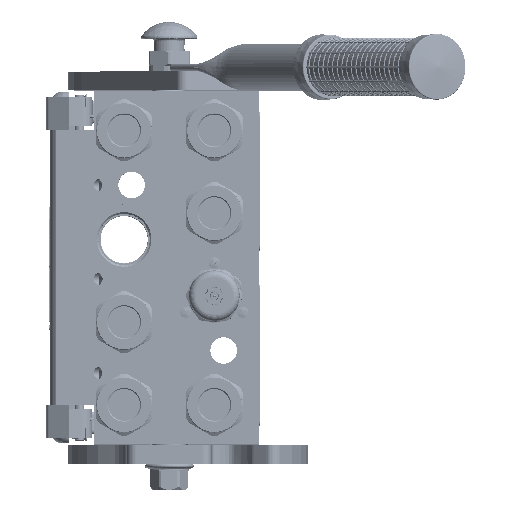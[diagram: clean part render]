
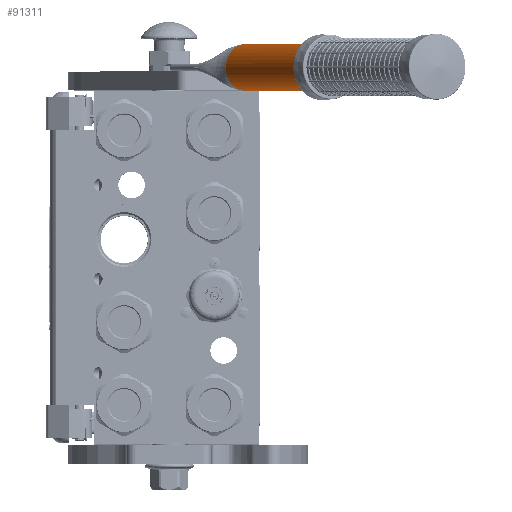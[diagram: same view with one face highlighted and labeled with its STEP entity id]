
A CAD part, top view. The second image highlights one B-rep face of the part: STEP entity #91311.
In plain terms, the highlighted cylindrical face has radius 12.5 mm (diameter 25 mm), a partial arc.
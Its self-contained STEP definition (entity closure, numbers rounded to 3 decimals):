
#2252 = CARTESIAN_POINT ( 'NONE',  ( -12.426, 0., -1.36 ) ) ;
#4945 = CARTESIAN_POINT ( 'NONE',  ( -12.5, 198., 0. ) ) ;
#8483 = ORIENTED_EDGE ( 'NONE', *, *, #56203, .T. ) ;
#11725 = VERTEX_POINT ( 'NONE', #121781 ) ;
#14362 = CIRCLE ( 'NONE', #155332, 12.5 ) ;
#17955 = ORIENTED_EDGE ( 'NONE', *, *, #67108, .F. ) ;
#21055 = ORIENTED_EDGE ( 'NONE', *, *, #31969, .T. ) ;
#22528 = CARTESIAN_POINT ( 'NONE',  ( 12.452, 0.083, -1.1 ) ) ;
#24257 = VERTEX_POINT ( 'NONE', #144774 ) ;
#26812 = B_SPLINE_CURVE_WITH_KNOTS ( 'NONE', 3,
 ( #130614, #244576, #77802, #79447, #192536, #38312, #60149, #248669, #231061, #213371, #39132, #153967, #133905, #211730, #2252 ),
 .UNSPECIFIED., .F., .F.,
 ( 4, 2, 2, 1, 1, 1, 2, 2, 4 ),
 ( 0., 0.25, 0.375, 0.438, 0.469, 0.484, 0.492, 0.5, 1. ),
 .UNSPECIFIED. ) ;
#29421 = DIRECTION ( 'NONE',  ( 0., 1., 0. ) ) ;
#31013 = CYLINDRICAL_SURFACE ( 'NONE', #52911, 12.5 ) ;
#31969 = EDGE_CURVE ( 'NONE', #11725, #184275, #127664, .T. ) ;
#38312 = CARTESIAN_POINT ( 'NONE',  ( -12.488, 0.202, -0.541 ) ) ;
#39132 = CARTESIAN_POINT ( 'NONE',  ( -12.481, 0.178, -0.683 ) ) ;
#41381 = DIRECTION ( 'NONE',  ( 0., 1., 0. ) ) ;
#41544 = DIRECTION ( 'NONE',  ( 1., 0., 0. ) ) ;
#42377 = EDGE_CURVE ( 'NONE', #51547, #110356, #72428, .T. ) ;
#48274 = VECTOR ( 'NONE', #41381, 1000. ) ;
#51547 = VERTEX_POINT ( 'NONE', #145853 ) ;
#52911 = AXIS2_PLACEMENT_3D ( 'NONE', #136298, #231009, #41544 ) ;
#55251 = EDGE_CURVE ( 'NONE', #184275, #24257, #133681, .T. ) ;
#56203 = EDGE_CURVE ( 'NONE', #166638, #141757, #232240, .T. ) ;
#60149 = CARTESIAN_POINT ( 'NONE',  ( -12.486, 0.195, -0.586 ) ) ;
#61968 = CARTESIAN_POINT ( 'NONE',  ( 12.474, 0.155, -0.804 ) ) ;
#63612 = CARTESIAN_POINT ( 'NONE',  ( 12.466, 0.127, -0.927 ) ) ;
#67108 = EDGE_CURVE ( 'NONE', #11725, #51547, #154036, .T. ) ;
#72428 = LINE ( 'NONE', #157045, #48274 ) ;
#75946 = CARTESIAN_POINT ( 'NONE',  ( -12.5, 0.24, 0. ) ) ;
#77802 = CARTESIAN_POINT ( 'NONE',  ( -12.499, 0.235, -0.221 ) ) ;
#79447 = CARTESIAN_POINT ( 'NONE',  ( -12.494, 0.22, -0.394 ) ) ;
#80460 = CARTESIAN_POINT ( 'NONE',  ( 12.471, 0.146, -0.847 ) ) ;
#84935 = DIRECTION ( 'NONE',  ( 1., 0., 0. ) ) ;
#87839 = EDGE_CURVE ( 'NONE', #110356, #141757, #14362, .T. ) ;
#91311 = ADVANCED_FACE ( 'NONE', ( #231813 ), #31013, .T. ) ;
#99788 = CARTESIAN_POINT ( 'NONE',  ( 12.467, 0.131, -0.91 ) ) ;
#100609 = CARTESIAN_POINT ( 'NONE',  ( 12.479, 0.172, -0.721 ) ) ;
#105005 = DIRECTION ( 'NONE',  ( 0.994, 0., -0.109 ) ) ;
#110356 = VERTEX_POINT ( 'NONE', #176193 ) ;
#118142 = CARTESIAN_POINT ( 'NONE',  ( 12.466, 0.13, -0.917 ) ) ;
#118968 = CARTESIAN_POINT ( 'NONE',  ( 12.5, 0.24, 0. ) ) ;
#121781 = CARTESIAN_POINT ( 'NONE',  ( 12.426, 0., -1.36 ) ) ;
#122604 = DIRECTION ( 'NONE',  ( 0., 1., 0. ) ) ;
#124458 = CARTESIAN_POINT ( 'NONE',  ( -12.5, 0.24, 0. ) ) ;
#124989 = CARTESIAN_POINT ( 'NONE',  ( 0., 0., 0. ) ) ;
#126958 = EDGE_LOOP ( 'NONE', ( #21055, #172743, #220878, #8483, #179503, #131013, #17955 ) ) ;
#127664 = CIRCLE ( 'NONE', #138651, 12.5 ) ;
#129632 = CARTESIAN_POINT ( 'NONE',  ( 0., 0., 0. ) ) ;
#130473 = DIRECTION ( 'NONE',  ( 0., 1., 0. ) ) ;
#130614 = CARTESIAN_POINT ( 'NONE',  ( -12.5, 0.24, 0. ) ) ;
#131013 = ORIENTED_EDGE ( 'NONE', *, *, #42377, .F. ) ;
#133681 = CIRCLE ( 'NONE', #189182, 12.5 ) ;
#133905 = CARTESIAN_POINT ( 'NONE',  ( -12.472, 0.146, -0.859 ) ) ;
#136298 = CARTESIAN_POINT ( 'NONE',  ( 0., 0., 0. ) ) ;
#138651 = AXIS2_PLACEMENT_3D ( 'NONE', #124989, #29421, #105005 ) ;
#141757 = VERTEX_POINT ( 'NONE', #4945 ) ;
#143657 = EDGE_CURVE ( 'NONE', #166638, #24257, #26812, .T. ) ;
#144774 = CARTESIAN_POINT ( 'NONE',  ( -12.426, 0., -1.36 ) ) ;
#145853 = CARTESIAN_POINT ( 'NONE',  ( 12.5, 0.24, 0. ) ) ;
#153773 = DIRECTION ( 'NONE',  ( 0., 1., 0. ) ) ;
#153967 = CARTESIAN_POINT ( 'NONE',  ( -12.481, 0.178, -0.688 ) ) ;
#154036 = B_SPLINE_CURVE_WITH_KNOTS ( 'NONE', 3,
 ( #215206, #179166, #22528, #217713, #158280, #63612, #118142, #99788, #198471, #80460, #61968, #196005, #100609, #214375, #159905, #118968 ),
 .UNSPECIFIED., .F., .F.,
 ( 4, 2, 1, 2, 2, 1, 2, 2, 4 ),
 ( 0., 0.25, 0.313, 0.328, 0.344, 0.375, 0.438, 0.5, 1. ),
 .UNSPECIFIED. ) ;
#155332 = AXIS2_PLACEMENT_3D ( 'NONE', #198011, #122604, #84935 ) ;
#157045 = CARTESIAN_POINT ( 'NONE',  ( 12.5, 0.24, 0. ) ) ;
#158280 = CARTESIAN_POINT ( 'NONE',  ( 12.464, 0.121, -0.953 ) ) ;
#159905 = CARTESIAN_POINT ( 'NONE',  ( 12.5, 0.24, -0.216 ) ) ;
#165810 = CARTESIAN_POINT ( 'NONE',  ( 0., 0., -12.5 ) ) ;
#166638 = VERTEX_POINT ( 'NONE', #124458 ) ;
#172743 = ORIENTED_EDGE ( 'NONE', *, *, #55251, .T. ) ;
#175175 = VECTOR ( 'NONE', #153773, 1000. ) ;
#176193 = CARTESIAN_POINT ( 'NONE',  ( 12.5, 198., 0. ) ) ;
#179166 = CARTESIAN_POINT ( 'NONE',  ( 12.441, 0.049, -1.219 ) ) ;
#179503 = ORIENTED_EDGE ( 'NONE', *, *, #87839, .F. ) ;
#184275 = VERTEX_POINT ( 'NONE', #165810 ) ;
#189182 = AXIS2_PLACEMENT_3D ( 'NONE', #129632, #130473, #208333 ) ;
#192536 = CARTESIAN_POINT ( 'NONE',  ( -12.492, 0.214, -0.452 ) ) ;
#196005 = CARTESIAN_POINT ( 'NONE',  ( 12.478, 0.167, -0.748 ) ) ;
#198011 = CARTESIAN_POINT ( 'NONE',  ( 0., 198., 0. ) ) ;
#198471 = CARTESIAN_POINT ( 'NONE',  ( 12.468, 0.136, -0.889 ) ) ;
#208333 = DIRECTION ( 'NONE',  ( 0.994, 0., -0.109 ) ) ;
#211730 = CARTESIAN_POINT ( 'NONE',  ( -12.456, 0.096, -1.087 ) ) ;
#213371 = CARTESIAN_POINT ( 'NONE',  ( -12.482, 0.18, -0.676 ) ) ;
#214375 = CARTESIAN_POINT ( 'NONE',  ( 12.494, 0.221, -0.449 ) ) ;
#215206 = CARTESIAN_POINT ( 'NONE',  ( 12.426, 0., -1.36 ) ) ;
#217713 = CARTESIAN_POINT ( 'NONE',  ( 12.461, 0.114, -0.981 ) ) ;
#220878 = ORIENTED_EDGE ( 'NONE', *, *, #143657, .F. ) ;
#231009 = DIRECTION ( 'NONE',  ( 0., -1., 0. ) ) ;
#231061 = CARTESIAN_POINT ( 'NONE',  ( -12.482, 0.182, -0.665 ) ) ;
#231813 = FACE_OUTER_BOUND ( 'NONE', #126958, .T. ) ;
#232240 = LINE ( 'NONE', #75946, #175175 ) ;
#244576 = CARTESIAN_POINT ( 'NONE',  ( -12.5, 0.24, -0.108 ) ) ;
#248669 = CARTESIAN_POINT ( 'NONE',  ( -12.484, 0.186, -0.638 ) ) ;
